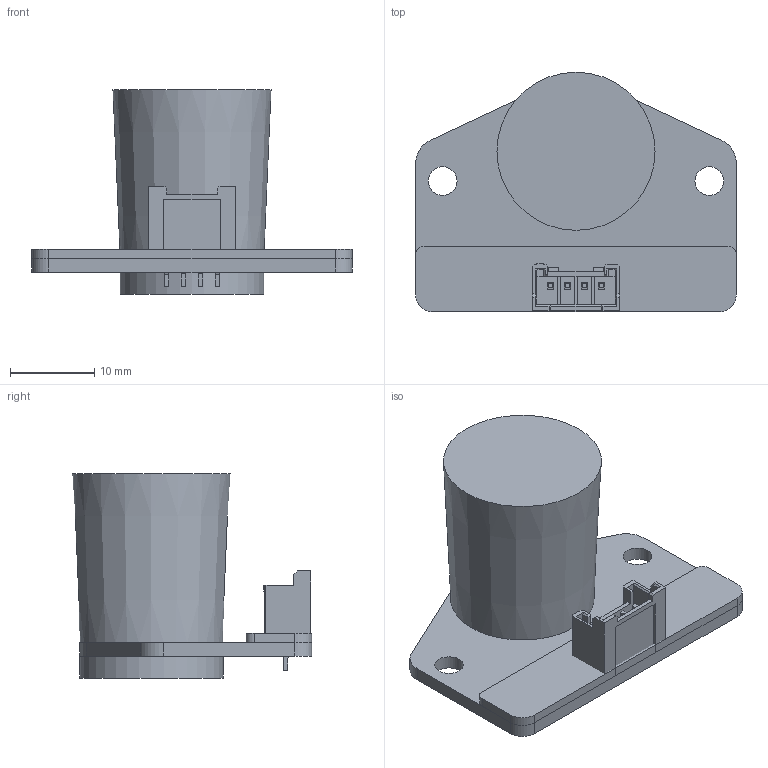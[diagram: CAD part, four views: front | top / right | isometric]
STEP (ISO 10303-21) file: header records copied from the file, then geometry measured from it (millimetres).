
FILE_DESCRIPTION(/* description */ (''),/* implementation_level */ '2;1');
FILE_NAME(/* name */ 'Beacon_RevH_Assm_Normal.step',/* time_stamp */ '2025-05-08T16:42:19-05:00',/* author */ (''),/* organization */ (''),/* preprocessor_version */ 'ST-DEVELOPER v20.1',/* originating_system */ 'Autodesk Translation Framework v14.4.0.0',/* authorisation */ '');
FILE_SCHEMA (('AUTOMOTIVE_DESIGN { 1 0 10303 214 3 1 1 }'));
Length unit declared in the file: millimetre
Products named in the file (3): Beacon_RevH_Assm_Normal; BeaconG_LP; 353620450
Assembly tree (2 placements, depth 2):
  Beacon_RevH_Assm_Normal
    BeaconG_LP
    353620450
Bounding box: 38 x 28.37 x 24.21 mm (x, y, z)
Volume: 7540.3 mm3; surface area: 5473.2 mm2
Topology: 5 solids, 5 shells, 206 faces, 532 edges, 346 vertices
Faces by surface type: plane 184, cylinder 21, cone 1
Full cylindrical faces by diameter (mm): 3.4 x2, 17.003 x1
Entity records: 6286 total; most frequent: CARTESIAN_POINT 1089, ORIENTED_EDGE 1064, DIRECTION 998, EDGE_CURVE 532, LINE 488, VECTOR 488, VERTEX_POINT 346, AXIS2_PLACEMENT_3D 255
